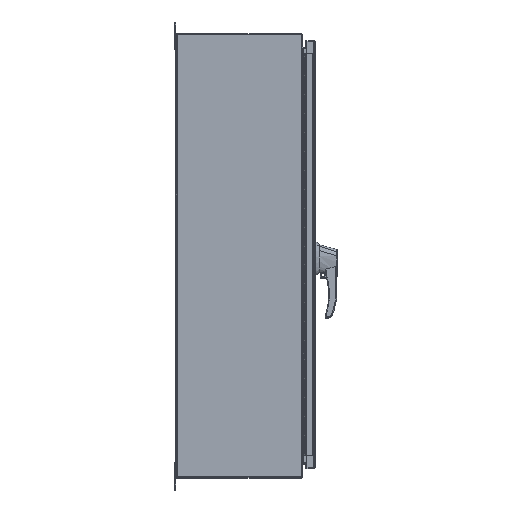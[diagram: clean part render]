
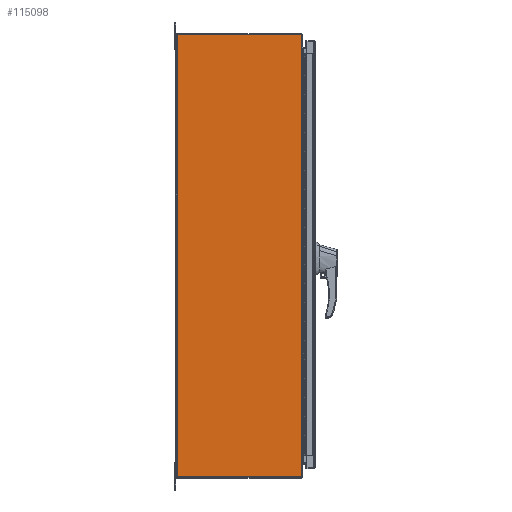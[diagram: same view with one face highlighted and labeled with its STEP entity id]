
A CAD part, top view. The second image highlights one B-rep face of the part: STEP entity #115098.
In plain terms, the highlighted face is planar.
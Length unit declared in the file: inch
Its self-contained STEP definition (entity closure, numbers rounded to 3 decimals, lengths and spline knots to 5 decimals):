
#2967 = CARTESIAN_POINT ( 'NONE',  ( -24., -11.81, 20.905 ) ) ;
#3183 = DIRECTION ( 'NONE',  ( 0., 0., 1. ) ) ;
#6110 = DIRECTION ( 'NONE',  ( 0., 1., 0. ) ) ;
#10983 = CARTESIAN_POINT ( 'NONE',  ( -24., -0.048, 20.905 ) ) ;
#12160 = DIRECTION ( 'NONE',  ( 0., 0., 1. ) ) ;
#13892 = LINE ( 'NONE', #127975, #59441 ) ;
#16184 = CARTESIAN_POINT ( 'NONE',  ( -24., 0.095, -20.905 ) ) ;
#17081 = FACE_OUTER_BOUND ( 'NONE', #66453, .T. ) ;
#17640 = CARTESIAN_POINT ( 'NONE',  ( -24., -0.048, -20.905 ) ) ;
#17891 = LINE ( 'NONE', #56271, #19961 ) ;
#18311 = VECTOR ( 'NONE', #12160, 39.37008 ) ;
#19961 = VECTOR ( 'NONE', #6110, 39.37008 ) ;
#20526 = CARTESIAN_POINT ( 'NONE',  ( -24., -11.81, -20.905 ) ) ;
#25273 = ORIENTED_EDGE ( 'NONE', *, *, #82880, .T. ) ;
#28566 = ORIENTED_EDGE ( 'NONE', *, *, #55496, .T. ) ;
#31167 = VECTOR ( 'NONE', #137385, 39.37008 ) ;
#31316 = EDGE_CURVE ( 'NONE', #92774, #38564, #45862, .T. ) ;
#31572 = DIRECTION ( 'NONE',  ( 0., 0., 1. ) ) ;
#38564 = VERTEX_POINT ( 'NONE', #139928 ) ;
#40004 = CARTESIAN_POINT ( 'NONE',  ( -24., -11.762, 19.625 ) ) ;
#40441 = VERTEX_POINT ( 'NONE', #2967 ) ;
#41561 = EDGE_CURVE ( 'NONE', #74950, #129615, #143565, .T. ) ;
#45862 = LINE ( 'NONE', #50121, #67645 ) ;
#46453 = ORIENTED_EDGE ( 'NONE', *, *, #121823, .T. ) ;
#50121 = CARTESIAN_POINT ( 'NONE',  ( -24., -11.762, 19.655 ) ) ;
#50498 = CARTESIAN_POINT ( 'NONE',  ( -24., -11.762, 19.655 ) ) ;
#53155 = LINE ( 'NONE', #75472, #106609 ) ;
#55496 = EDGE_CURVE ( 'NONE', #64222, #92774, #53155, .T. ) ;
#56271 = CARTESIAN_POINT ( 'NONE',  ( -24., -11.762, -19.655 ) ) ;
#56564 = VECTOR ( 'NONE', #143302, 39.37008 ) ;
#59441 = VECTOR ( 'NONE', #140667, 39.37008 ) ;
#61141 = EDGE_CURVE ( 'NONE', #96486, #64222, #120971, .T. ) ;
#62198 = DIRECTION ( 'NONE',  ( -1., 0., 0. ) ) ;
#64222 = VERTEX_POINT ( 'NONE', #40004 ) ;
#66453 = EDGE_LOOP ( 'NONE', ( #25273, #114222, #28566, #117098, #143688, #93581, #121793, #119155, #111966, #46453 ) ) ;
#67645 = VECTOR ( 'NONE', #102169, 39.37008 ) ;
#67686 = CARTESIAN_POINT ( 'NONE',  ( -24., -0.048, -20.905 ) ) ;
#67942 = LINE ( 'NONE', #16184, #95576 ) ;
#74950 = VERTEX_POINT ( 'NONE', #20526 ) ;
#75472 = CARTESIAN_POINT ( 'NONE',  ( -24., -11.762, -19.625 ) ) ;
#79207 = EDGE_CURVE ( 'NONE', #81131, #100983, #149840, .T. ) ;
#81131 = VERTEX_POINT ( 'NONE', #17640 ) ;
#82158 = EDGE_CURVE ( 'NONE', #74950, #81131, #67942, .T. ) ;
#82880 = EDGE_CURVE ( 'NONE', #163892, #96486, #13892, .T. ) ;
#87584 = DIRECTION ( 'NONE',  ( 0., -1., 0. ) ) ;
#88666 = CARTESIAN_POINT ( 'NONE',  ( -24., -11.762, -19.625 ) ) ;
#88945 = CARTESIAN_POINT ( 'NONE',  ( -24., -11.762, 20.905 ) ) ;
#89818 = CARTESIAN_POINT ( 'NONE',  ( -24., -11.81, -19.655 ) ) ;
#90235 = CARTESIAN_POINT ( 'NONE',  ( -24., -11.81, 20.905 ) ) ;
#92774 = VERTEX_POINT ( 'NONE', #50498 ) ;
#93581 = ORIENTED_EDGE ( 'NONE', *, *, #106819, .F. ) ;
#95576 = VECTOR ( 'NONE', #141526, 39.37008 ) ;
#96486 = VERTEX_POINT ( 'NONE', #88666 ) ;
#98842 = CARTESIAN_POINT ( 'NONE',  ( -24., 0.095, 20.905 ) ) ;
#98853 = EDGE_CURVE ( 'NONE', #38564, #40441, #113616, .T. ) ;
#100983 = VERTEX_POINT ( 'NONE', #10983 ) ;
#102169 = DIRECTION ( 'NONE',  ( 0., -1., 0. ) ) ;
#106388 = CARTESIAN_POINT ( 'NONE',  ( -24., -11.762, -19.655 ) ) ;
#106609 = VECTOR ( 'NONE', #112432, 39.37008 ) ;
#106819 = EDGE_CURVE ( 'NONE', #100983, #40441, #135928, .T. ) ;
#111966 = ORIENTED_EDGE ( 'NONE', *, *, #41561, .T. ) ;
#112432 = DIRECTION ( 'NONE',  ( 0., 0., 1. ) ) ;
#112940 = CARTESIAN_POINT ( 'NONE',  ( -24., 0.0095, 20.905 ) ) ;
#113616 = LINE ( 'NONE', #90235, #153360 ) ;
#114222 = ORIENTED_EDGE ( 'NONE', *, *, #61141, .T. ) ;
#115098 = ADVANCED_FACE ( 'NONE', ( #17081 ), #151125, .T. ) ;
#117098 = ORIENTED_EDGE ( 'NONE', *, *, #31316, .T. ) ;
#117856 = CARTESIAN_POINT ( 'NONE',  ( -24., -11.81, 20.905 ) ) ;
#119155 = ORIENTED_EDGE ( 'NONE', *, *, #82158, .F. ) ;
#120971 = LINE ( 'NONE', #88945, #18311 ) ;
#121793 = ORIENTED_EDGE ( 'NONE', *, *, #79207, .F. ) ;
#121823 = EDGE_CURVE ( 'NONE', #129615, #163892, #17891, .T. ) ;
#124024 = VECTOR ( 'NONE', #3183, 39.37008 ) ;
#127975 = CARTESIAN_POINT ( 'NONE',  ( -24., -11.762, -19.625 ) ) ;
#129615 = VERTEX_POINT ( 'NONE', #89818 ) ;
#135928 = LINE ( 'NONE', #98842, #31167 ) ;
#137385 = DIRECTION ( 'NONE',  ( 0., -1., 0. ) ) ;
#139928 = CARTESIAN_POINT ( 'NONE',  ( -24., -11.81, 19.655 ) ) ;
#140667 = DIRECTION ( 'NONE',  ( 0., 0., 1. ) ) ;
#141526 = DIRECTION ( 'NONE',  ( 0., 1., 0. ) ) ;
#142734 = AXIS2_PLACEMENT_3D ( 'NONE', #112940, #62198, #87584 ) ;
#143302 = DIRECTION ( 'NONE',  ( 0., 0., 1. ) ) ;
#143565 = LINE ( 'NONE', #117856, #56564 ) ;
#143688 = ORIENTED_EDGE ( 'NONE', *, *, #98853, .T. ) ;
#149840 = LINE ( 'NONE', #67686, #124024 ) ;
#151125 = PLANE ( 'NONE',  #142734 ) ;
#153360 = VECTOR ( 'NONE', #31572, 39.37008 ) ;
#163892 = VERTEX_POINT ( 'NONE', #106388 ) ;
